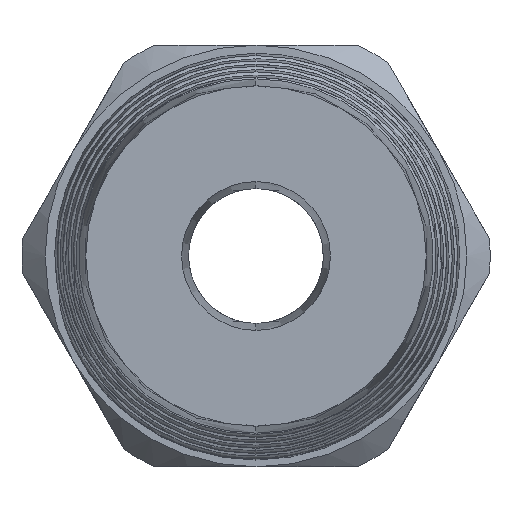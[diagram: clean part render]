
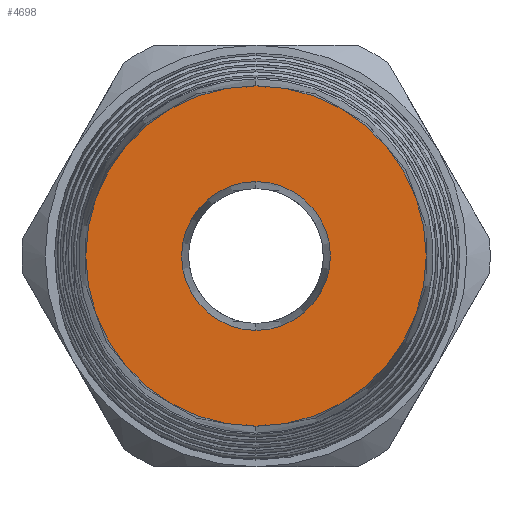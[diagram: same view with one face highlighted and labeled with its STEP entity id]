
A CAD part, left-side view. The second image highlights one B-rep face of the part: STEP entity #4698.
In plain terms, the highlighted planar face has unit normal (-1, 0, 0).
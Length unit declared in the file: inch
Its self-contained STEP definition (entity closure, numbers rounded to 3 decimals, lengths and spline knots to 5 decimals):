
#4679 = ORIENTED_EDGE ( 'NONE', *, *, #10683, .T. ) ;
#4687 = EDGE_LOOP ( 'NONE', ( #4728, #4679 ) ) ;
#4698 = ADVANCED_FACE ( 'NONE', ( #4893, #4892 ), #4890, .T. ) ;
#4720 = ORIENTED_EDGE ( 'NONE', *, *, #4724, .F. ) ;
#4721 = EDGE_LOOP ( 'NONE', ( #4720, #4723 ) ) ;
#4723 = ORIENTED_EDGE ( 'NONE', *, *, #10709, .F. ) ;
#4724 = EDGE_CURVE ( 'NONE', #10712, #10691, #4953, .T. ) ;
#4728 = ORIENTED_EDGE ( 'NONE', *, *, #4729, .T. ) ;
#4729 = EDGE_CURVE ( 'NONE', #10646, #10644, #4988, .T. ) ;
#4886 = DIRECTION ( 'NONE',  ( 0., 0., 1. ) ) ;
#4887 = DIRECTION ( 'NONE',  ( -1., 0., 0. ) ) ;
#4888 = CARTESIAN_POINT ( 'NONE',  ( -2.79, 0., 0. ) ) ;
#4889 = AXIS2_PLACEMENT_3D ( 'NONE', #4888, #4887, #4886 ) ;
#4890 = PLANE ( 'NONE',  #4889 ) ;
#4892 = FACE_BOUND ( 'NONE', #4721, .T. ) ;
#4893 = FACE_OUTER_BOUND ( 'NONE', #4687, .T. ) ;
#4951 = CARTESIAN_POINT ( 'NONE',  ( -2.79, 0., 0. ) ) ;
#4952 = AXIS2_PLACEMENT_3D ( 'NONE', #4951, #4990, #4989 ) ;
#4953 = CIRCLE ( 'NONE', #4952, 0.13238 ) ;
#4984 = DIRECTION ( 'NONE',  ( 0., 0., 1. ) ) ;
#4985 = DIRECTION ( 'NONE',  ( -1., 0., 0. ) ) ;
#4986 = CARTESIAN_POINT ( 'NONE',  ( -2.79, 0., 0. ) ) ;
#4987 = AXIS2_PLACEMENT_3D ( 'NONE', #4986, #4985, #4984 ) ;
#4988 = CIRCLE ( 'NONE', #4987, 0.30264 ) ;
#4989 = DIRECTION ( 'NONE',  ( 0., 0., 1. ) ) ;
#4990 = DIRECTION ( 'NONE',  ( -1., 0., 0. ) ) ;
#5024 = CARTESIAN_POINT ( 'NONE',  ( -2.79, 0., 0.13238 ) ) ;
#5030 = DIRECTION ( 'NONE',  ( 0., 0., 1. ) ) ;
#5031 = DIRECTION ( 'NONE',  ( -1., 0., 0. ) ) ;
#5032 = AXIS2_PLACEMENT_3D ( 'NONE', #5038, #5031, #5030 ) ;
#5033 = CIRCLE ( 'NONE', #5032, 0.13238 ) ;
#5038 = CARTESIAN_POINT ( 'NONE',  ( -2.79, 0., 0. ) ) ;
#5074 = CARTESIAN_POINT ( 'NONE',  ( -2.79, 0., -0.13238 ) ) ;
#5097 = DIRECTION ( 'NONE',  ( 0., 0., 1. ) ) ;
#5098 = DIRECTION ( 'NONE',  ( -1., 0., 0. ) ) ;
#5099 = CARTESIAN_POINT ( 'NONE',  ( -2.79, 0., 0. ) ) ;
#5100 = AXIS2_PLACEMENT_3D ( 'NONE', #5099, #5098, #5097 ) ;
#5101 = CIRCLE ( 'NONE', #5100, 0.30264 ) ;
#5150 = CARTESIAN_POINT ( 'NONE',  ( -2.79, 0., 0.30264 ) ) ;
#5152 = CARTESIAN_POINT ( 'NONE',  ( -2.79, 0., -0.30264 ) ) ;
#10644 = VERTEX_POINT ( 'NONE', #5152 ) ;
#10646 = VERTEX_POINT ( 'NONE', #5150 ) ;
#10683 = EDGE_CURVE ( 'NONE', #10644, #10646, #5101, .T. ) ;
#10691 = VERTEX_POINT ( 'NONE', #5074 ) ;
#10709 = EDGE_CURVE ( 'NONE', #10691, #10712, #5033, .T. ) ;
#10712 = VERTEX_POINT ( 'NONE', #5024 ) ;
